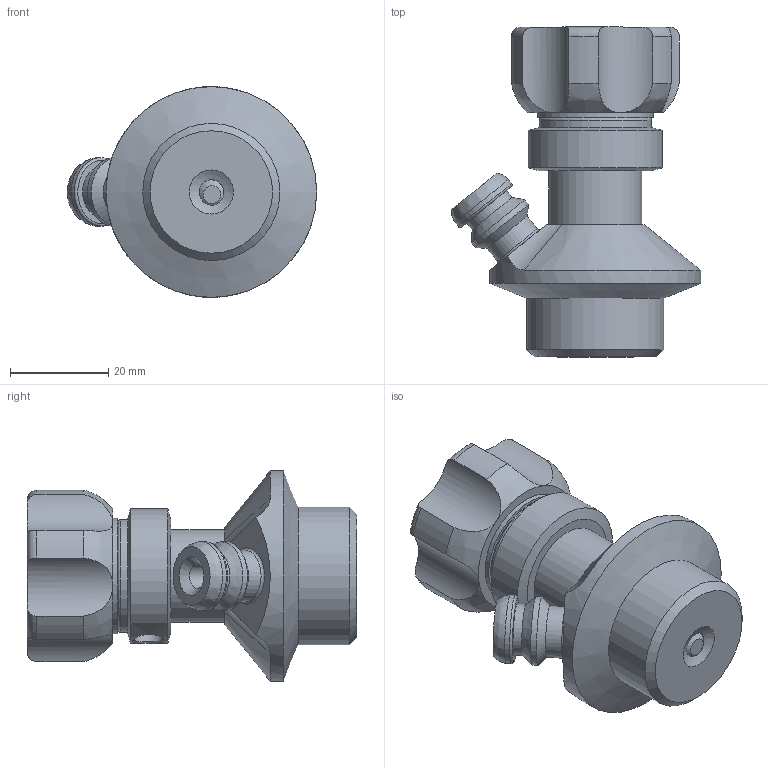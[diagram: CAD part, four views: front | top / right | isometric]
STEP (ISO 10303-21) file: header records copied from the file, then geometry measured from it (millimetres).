
FILE_DESCRIPTION(/* description */ ('This is a sample STEP configuration'),/* implementation_level */ '2;1');
FILE_NAME(/* name */ '450141PTFE.stp',/* time_stamp */ '2020-08-03T10:01:35+02:00',/* author */ ('powerJobs'),/* organization */ ('coolOrange'),/* preprocessor_version */ 'ST-DEVELOPER v18',/* originating_system */ 'Autodesk Inventor 2020',/* authorisation */ '');
FILE_SCHEMA (('AUTOMOTIVE_DESIGN { 1 0 10303 214 3 1 1 }'));
Length unit declared in the file: millimetre
Products named in the file (1): 450141PTFE
Bounding box: 50.89 x 67.3 x 43 mm (x, y, z)
Volume: 44283.3 mm3; surface area: 12363.5 mm2
Topology: 1 solids, 6 shells, 131 faces, 346 edges, 238 vertices
Faces by surface type: cylinder 56, plane 36, cone 19, bspline 10, torus 10
Full cylindrical faces by diameter (mm): 5 x1, 6.05 x1, 10.5 x2, 14 x4, 18.6 x2, 19 x1, 19.6 x1, 20 x1, 20.6 x1, 23 x1, 23.6 x1, 27.5 x1, 28 x1, 43 x1
Entity records: 4962 total; most frequent: CARTESIAN_POINT 1435, DIRECTION 728, ORIENTED_EDGE 692, EDGE_CURVE 346, AXIS2_PLACEMENT_3D 307, VERTEX_POINT 238, CIRCLE 179, EDGE_LOOP 146
